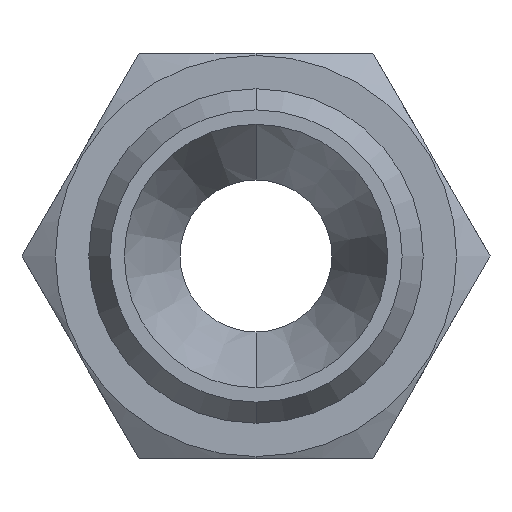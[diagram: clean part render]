
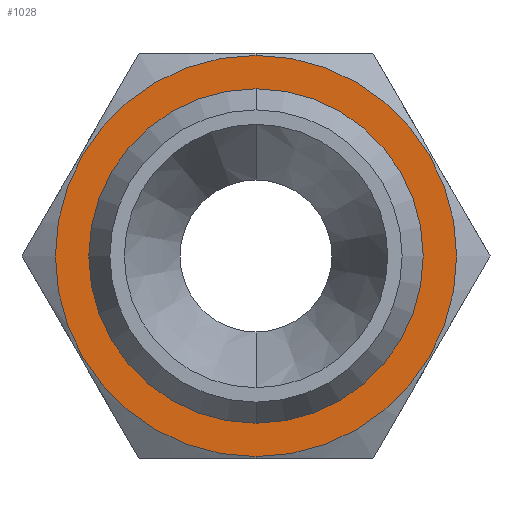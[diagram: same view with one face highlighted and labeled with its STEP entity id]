
A CAD part, front view. The second image highlights one B-rep face of the part: STEP entity #1028.
In plain terms, the highlighted planar face has unit normal (0, -1, 0).
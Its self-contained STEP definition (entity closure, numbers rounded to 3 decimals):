
#32 = AXIS2_PLACEMENT_3D ( 'NONE', #194, #216, #195 ) ;
#103 = AXIS2_PLACEMENT_3D ( 'NONE', #496, #499, #500 ) ;
#104 = CIRCLE ( 'NONE', #106, 9.9 ) ;
#106 = AXIS2_PLACEMENT_3D ( 'NONE', #483, #514, #581 ) ;
#108 = CIRCLE ( 'NONE', #103, 8.25 ) ;
#115 = AXIS2_PLACEMENT_3D ( 'NONE', #644, #645, #646 ) ;
#129 = CIRCLE ( 'NONE', #32, 9.9 ) ;
#177 = AXIS2_PLACEMENT_3D ( 'NONE', #517, #518, #489 ) ;
#178 = CIRCLE ( 'NONE', #177, 8.25 ) ;
#194 = CARTESIAN_POINT ( 'NONE',  ( 0., 9., 0. ) ) ;
#195 = DIRECTION ( 'NONE',  ( 0., 0., -1. ) ) ;
#216 = DIRECTION ( 'NONE',  ( 0., -1., 0. ) ) ;
#273 = ORIENTED_EDGE ( 'NONE', *, *, #1001, .F. ) ;
#284 = ORIENTED_EDGE ( 'NONE', *, *, #984, .T. ) ;
#309 = EDGE_LOOP ( 'NONE', ( #284, #340 ) ) ;
#332 = EDGE_LOOP ( 'NONE', ( #273, #352 ) ) ;
#340 = ORIENTED_EDGE ( 'NONE', *, *, #1306, .T. ) ;
#352 = ORIENTED_EDGE ( 'NONE', *, *, #982, .F. ) ;
#370 = FACE_BOUND ( 'NONE', #332, .T. ) ;
#374 = FACE_OUTER_BOUND ( 'NONE', #309, .T. ) ;
#483 = CARTESIAN_POINT ( 'NONE',  ( 0., 9., 0. ) ) ;
#489 = DIRECTION ( 'NONE',  ( 0., 0., -1. ) ) ;
#496 = CARTESIAN_POINT ( 'NONE',  ( 0., 9., 0. ) ) ;
#499 = DIRECTION ( 'NONE',  ( 0., -1., 0. ) ) ;
#500 = DIRECTION ( 'NONE',  ( 0., 0., -1. ) ) ;
#514 = DIRECTION ( 'NONE',  ( 0., -1., 0. ) ) ;
#517 = CARTESIAN_POINT ( 'NONE',  ( 0., 9., 0. ) ) ;
#518 = DIRECTION ( 'NONE',  ( 0., -1., 0. ) ) ;
#581 = DIRECTION ( 'NONE',  ( 0., 0., -1. ) ) ;
#643 = PLANE ( 'NONE',  #115 ) ;
#644 = CARTESIAN_POINT ( 'NONE',  ( 8.25, 9., 0. ) ) ;
#645 = DIRECTION ( 'NONE',  ( 0., -1., 0. ) ) ;
#646 = DIRECTION ( 'NONE',  ( 0., 0., -1. ) ) ;
#771 = CARTESIAN_POINT ( 'NONE',  ( 0., 9., -8.25 ) ) ;
#777 = CARTESIAN_POINT ( 'NONE',  ( 0., 9., 9.9 ) ) ;
#809 = CARTESIAN_POINT ( 'NONE',  ( 0., 9., -9.9 ) ) ;
#811 = CARTESIAN_POINT ( 'NONE',  ( 0., 9., 8.25 ) ) ;
#982 = EDGE_CURVE ( 'NONE', #1107, #1064, #108, .T. ) ;
#984 = EDGE_CURVE ( 'NONE', #1071, #1105, #104, .T. ) ;
#1001 = EDGE_CURVE ( 'NONE', #1064, #1107, #178, .T. ) ;
#1028 = ADVANCED_FACE ( 'NONE', ( #374, #370 ), #643, .T. ) ;
#1064 = VERTEX_POINT ( 'NONE', #771 ) ;
#1071 = VERTEX_POINT ( 'NONE', #777 ) ;
#1105 = VERTEX_POINT ( 'NONE', #809 ) ;
#1107 = VERTEX_POINT ( 'NONE', #811 ) ;
#1306 = EDGE_CURVE ( 'NONE', #1105, #1071, #129, .T. ) ;
